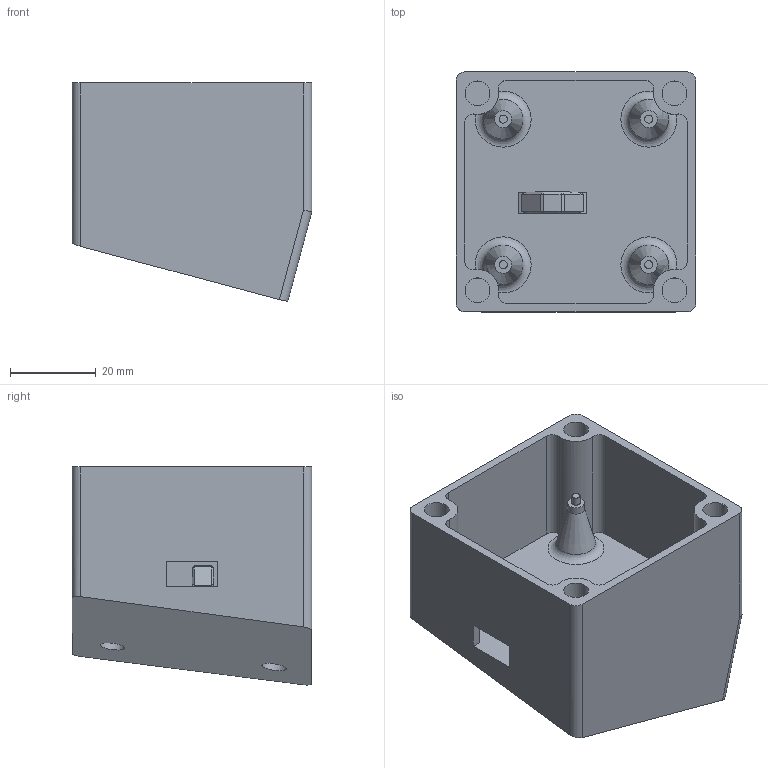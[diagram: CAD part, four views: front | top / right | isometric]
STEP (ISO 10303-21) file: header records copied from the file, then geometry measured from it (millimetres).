
FILE_DESCRIPTION(/* description */ (''),/* implementation_level */ '2;1');
FILE_NAME(/* name */ 'ELP Camera Angled'' 17.5 + 7.5 deg up Case.stp',/* time_stamp */ '2025-03-06T17:13:29-05:00',/* author */ ('slick'),/* organization */ (''),/* preprocessor_version */ 'ST-DEVELOPER v19.2',/* originating_system */ 'Autodesk Inventor 2023',/* authorisation */ '');
FILE_SCHEMA (('AUTOMOTIVE_DESIGN { 1 0 10303 214 3 1 1 }'));
Length unit declared in the file: millimetre
Products named in the file (1): ELP Camera Angled' 17.5 + 7.5 deg up Case
Bounding box: 56 x 56 x 50.93 mm (x, y, z)
Volume: 56211.2 mm3; surface area: 23747 mm2
Topology: 1 solids, 1 shells, 102 faces, 244 edges, 155 vertices
Faces by surface type: plane 62, cylinder 32, torus 4, cone 4
Full cylindrical faces by diameter (mm): 1.9 x4, 4 x4, 5.8 x6
Entity records: 3132 total; most frequent: CARTESIAN_POINT 658, DIRECTION 516, ORIENTED_EDGE 488, EDGE_CURVE 244, AXIS2_PLACEMENT_3D 181, LINE 154, VECTOR 154, VERTEX_POINT 154
